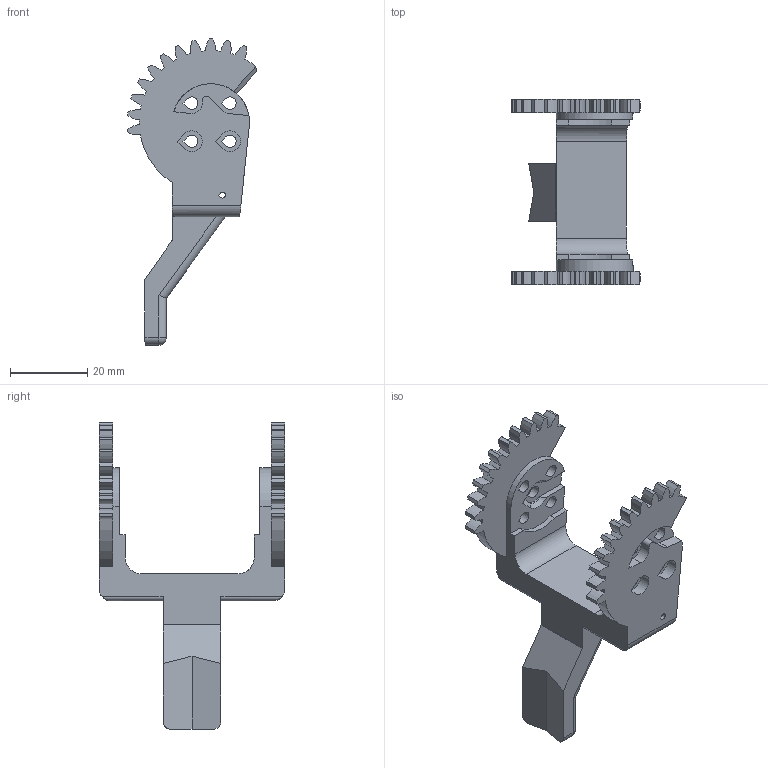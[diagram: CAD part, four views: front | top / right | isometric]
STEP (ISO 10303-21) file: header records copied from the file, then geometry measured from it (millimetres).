
FILE_DESCRIPTION(/* description */ (''),/* implementation_level */ '2;1');
FILE_NAME(/* name */ 'moving jaw 2.stp',/* time_stamp */ '2025-07-17T16:26:22+10:00',/* author */ (''),/* organization */ (''),/* preprocessor_version */ 'ST-DEVELOPER v18.1',/* originating_system */ 'SIEMENS PLM Software NX 2000',/* authorisation */ '');
FILE_SCHEMA (('AUTOMOTIVE_DESIGN { 1 0 10303 214 3 1 1 1 }'));
Length unit declared in the file: millimetre
Products named in the file (1): jaco4510C90Cj43m
Bounding box: 33.3 x 48 x 79.33 mm (x, y, z)
Volume: 17860.8 mm3; surface area: 9693.1 mm2
Topology: 1 solids, 1 shells, 230 faces, 660 edges, 434 vertices
Faces by surface type: cylinder 135, plane 89, cone 4, sphere 2
Entity records: 8441 total; most frequent: DIRECTION 1401, CARTESIAN_POINT 1365, ORIENTED_EDGE 1316, EDGE_CURVE 658, AXIS2_PLACEMENT_3D 518, VERTEX_POINT 434, LINE 365, VECTOR 365
